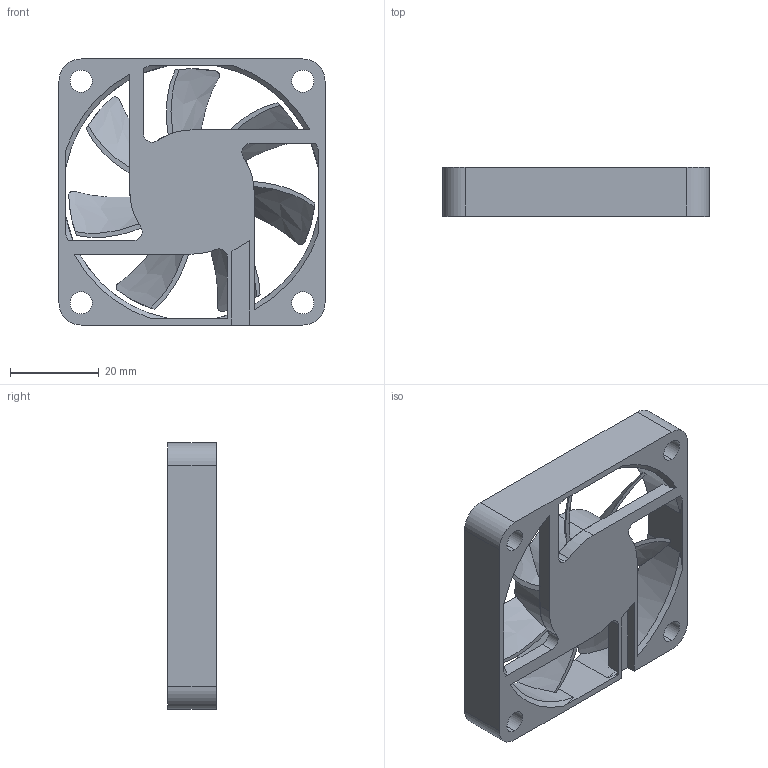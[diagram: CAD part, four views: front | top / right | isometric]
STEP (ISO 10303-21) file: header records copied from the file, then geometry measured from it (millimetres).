
FILE_DESCRIPTION (( 'STEP AP214' ), '1' );
FILE_NAME ('Fan_Assembly.STEP', '2020-02-06T09:16:35', ( '' ), ( '' ), 'SwSTEP 2.0', 'SolidWorks 2019', '' );
FILE_SCHEMA (( 'AUTOMOTIVE_DESIGN' ));
Length unit declared in the file: millimetre
Products named in the file (3): Fan___ _________; Fan_Case___ _________; Fan_Assembly
Assembly tree (2 placements, depth 2):
  Fan_Assembly
    Fan_Case___ _________
    Fan___ _________
Bounding box: 60 x 11 x 60 mm (x, y, z)
Volume: 17742.2 mm3; surface area: 14377.8 mm2
Topology: 2 solids, 2 shells, 104 faces, 297 edges, 198 vertices
Faces by surface type: cylinder 53, plane 29, bspline 14, cone 8
Entity records: 4165 total; most frequent: CARTESIAN_POINT 1423, ORIENTED_EDGE 594, DIRECTION 499, EDGE_CURVE 297, VERTEX_POINT 198, AXIS2_PLACEMENT_3D 194, EDGE_LOOP 121, LINE 111
